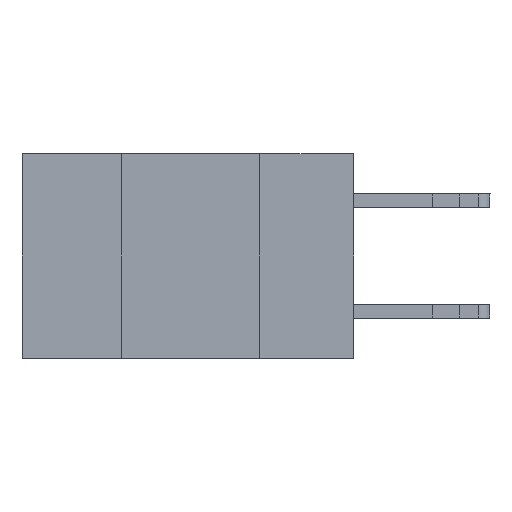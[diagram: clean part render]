
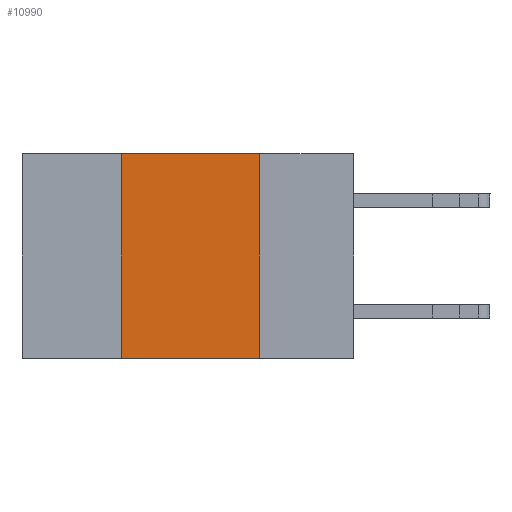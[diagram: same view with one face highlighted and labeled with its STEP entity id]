
A CAD part, left-side view. The second image highlights one B-rep face of the part: STEP entity #10990.
In plain terms, the highlighted planar face has unit normal (-1, 0, 0).
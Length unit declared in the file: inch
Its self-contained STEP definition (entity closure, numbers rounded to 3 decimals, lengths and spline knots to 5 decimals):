
#406 = CARTESIAN_POINT ( 'NONE',  ( 0., 0.42, 0. ) ) ;
#742 = CARTESIAN_POINT ( 'NONE',  ( 0., 0.17, 0. ) ) ;
#1168 = VERTEX_POINT ( 'NONE', #12603 ) ;
#1596 = PLANE ( 'NONE',  #4662 ) ;
#1956 = EDGE_CURVE ( 'NONE', #1168, #18294, #4277, .T. ) ;
#3359 = VERTEX_POINT ( 'NONE', #7084 ) ;
#4277 = LINE ( 'NONE', #13310, #5087 ) ;
#4662 = AXIS2_PLACEMENT_3D ( 'NONE', #15428, #4791, #8073 ) ;
#4791 = DIRECTION ( 'NONE',  ( 1., 0., 0. ) ) ;
#4919 = CARTESIAN_POINT ( 'NONE',  ( 0., 0.17, 0. ) ) ;
#5087 = VECTOR ( 'NONE', #10377, 39.37008 ) ;
#5499 = EDGE_CURVE ( 'NONE', #18294, #6000, #14491, .T. ) ;
#6000 = VERTEX_POINT ( 'NONE', #742 ) ;
#7084 = CARTESIAN_POINT ( 'NONE',  ( 0., 0.17, -0.37 ) ) ;
#8073 = DIRECTION ( 'NONE',  ( 0., 0., -1. ) ) ;
#8385 = VECTOR ( 'NONE', #10050, 39.37008 ) ;
#8801 = VECTOR ( 'NONE', #15670, 39.37008 ) ;
#9516 = EDGE_CURVE ( 'NONE', #1168, #3359, #17955, .T. ) ;
#9649 = ORIENTED_EDGE ( 'NONE', *, *, #5499, .F. ) ;
#10050 = DIRECTION ( 'NONE',  ( 0., -1., 0. ) ) ;
#10377 = DIRECTION ( 'NONE',  ( 0., 0., 1. ) ) ;
#10990 = ADVANCED_FACE ( 'NONE', ( #12509 ), #1596, .F. ) ;
#12509 = FACE_OUTER_BOUND ( 'NONE', #16884, .T. ) ;
#12603 = CARTESIAN_POINT ( 'NONE',  ( 0., 0.42, -0.37 ) ) ;
#12791 = CARTESIAN_POINT ( 'NONE',  ( 0., 0.6, 0. ) ) ;
#12958 = VECTOR ( 'NONE', #13436, 39.37008 ) ;
#13310 = CARTESIAN_POINT ( 'NONE',  ( 0., 0.42, 0. ) ) ;
#13340 = CARTESIAN_POINT ( 'NONE',  ( 0., 0.6, -0.37 ) ) ;
#13436 = DIRECTION ( 'NONE',  ( 0., -1., 0. ) ) ;
#14156 = LINE ( 'NONE', #4919, #8801 ) ;
#14491 = LINE ( 'NONE', #12791, #8385 ) ;
#15428 = CARTESIAN_POINT ( 'NONE',  ( 0., 0.6, 0. ) ) ;
#15670 = DIRECTION ( 'NONE',  ( 0., 0., -1. ) ) ;
#16738 = ORIENTED_EDGE ( 'NONE', *, *, #1956, .F. ) ;
#16884 = EDGE_LOOP ( 'NONE', ( #18604, #9649, #16738, #18584 ) ) ;
#17632 = EDGE_CURVE ( 'NONE', #6000, #3359, #14156, .T. ) ;
#17955 = LINE ( 'NONE', #13340, #12958 ) ;
#18294 = VERTEX_POINT ( 'NONE', #406 ) ;
#18584 = ORIENTED_EDGE ( 'NONE', *, *, #9516, .T. ) ;
#18604 = ORIENTED_EDGE ( 'NONE', *, *, #17632, .F. ) ;
